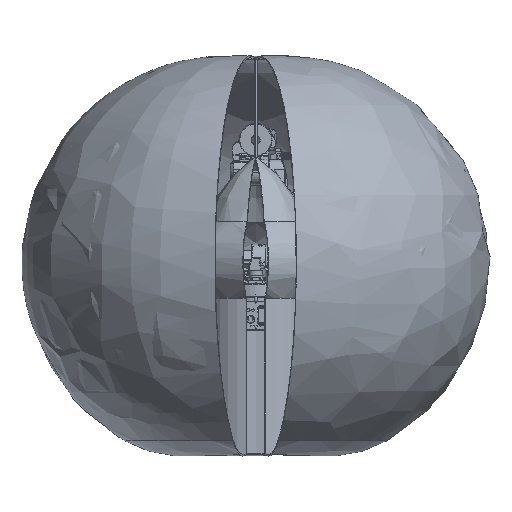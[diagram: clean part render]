
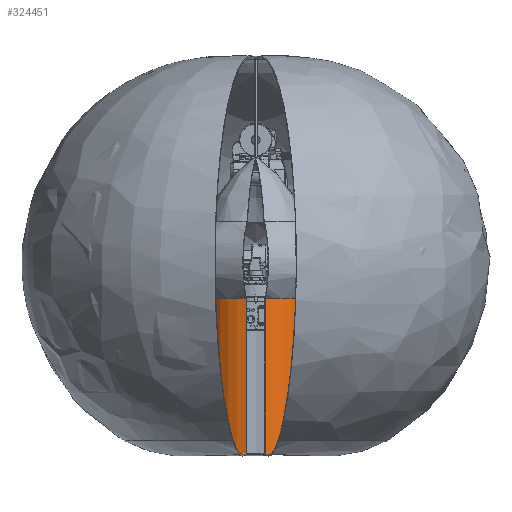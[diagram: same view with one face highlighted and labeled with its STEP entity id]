
A CAD part, left-side view. The second image highlights one B-rep face of the part: STEP entity #324451.
In plain terms, the highlighted cylindrical face has radius 350 mm (diameter 700 mm), a partial arc.
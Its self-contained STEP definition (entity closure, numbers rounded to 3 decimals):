
#7216 = CARTESIAN_POINT ( 'NONE',  ( 0., -776.912, 0. ) ) ;
#27095 = VERTEX_POINT ( 'NONE', #135329 ) ;
#45142 = DIRECTION ( 'NONE',  ( 0., 1., 0. ) ) ;
#51117 = VECTOR ( 'NONE', #45142, 1000. ) ;
#57069 = DIRECTION ( 'NONE',  ( 0., 1., 0. ) ) ;
#68592 = LINE ( 'NONE', #256453, #106422 ) ;
#83754 = DIRECTION ( 'NONE',  ( 0., -1., 0. ) ) ;
#101906 = EDGE_CURVE ( 'NONE', #107836, #250637, #337629, .T. ) ;
#106422 = VECTOR ( 'NONE', #147207, 1000. ) ;
#107836 = VERTEX_POINT ( 'NONE', #229258 ) ;
#108820 = CIRCLE ( 'NONE', #150349, 350. ) ;
#111159 = DIRECTION ( 'NONE',  ( 0., 0., -1. ) ) ;
#135329 = CARTESIAN_POINT ( 'NONE',  ( -344.683, -776.912, -60.777 ) ) ;
#135769 = FACE_OUTER_BOUND ( 'NONE', #249310, .T. ) ;
#138214 = CARTESIAN_POINT ( 'NONE',  ( 0., 205.766, 0. ) ) ;
#146170 = CARTESIAN_POINT ( 'NONE',  ( -344.683, -776.912, 60.777 ) ) ;
#147192 = AXIS2_PLACEMENT_3D ( 'NONE', #138214, #57069, #111159 ) ;
#147207 = DIRECTION ( 'NONE',  ( 0., 1., 0. ) ) ;
#150349 = AXIS2_PLACEMENT_3D ( 'NONE', #7216, #327012, #165970 ) ;
#152831 = AXIS2_PLACEMENT_3D ( 'NONE', #321241, #83754, #160233 ) ;
#157646 = EDGE_CURVE ( 'NONE', #27095, #250637, #274174, .T. ) ;
#160233 = DIRECTION ( 'NONE',  ( 0., 0., -1. ) ) ;
#165258 = CARTESIAN_POINT ( 'NONE',  ( -344.683, 205.766, -60.777 ) ) ;
#165970 = DIRECTION ( 'NONE',  ( 0., 0., -1. ) ) ;
#192311 = ORIENTED_EDGE ( 'NONE', *, *, #331447, .T. ) ;
#194856 = ORIENTED_EDGE ( 'NONE', *, *, #101906, .F. ) ;
#208621 = CARTESIAN_POINT ( 'NONE',  ( -344.683, -56.634, -60.777 ) ) ;
#229258 = CARTESIAN_POINT ( 'NONE',  ( -344.683, 205.766, 60.777 ) ) ;
#236507 = EDGE_CURVE ( 'NONE', #275897, #107836, #68592, .T. ) ;
#249310 = EDGE_LOOP ( 'NONE', ( #347452, #192311, #250623, #194856 ) ) ;
#250623 = ORIENTED_EDGE ( 'NONE', *, *, #157646, .T. ) ;
#250637 = VERTEX_POINT ( 'NONE', #165258 ) ;
#256453 = CARTESIAN_POINT ( 'NONE',  ( -344.683, -56.634, 60.777 ) ) ;
#274174 = LINE ( 'NONE', #208621, #51117 ) ;
#275897 = VERTEX_POINT ( 'NONE', #146170 ) ;
#321241 = CARTESIAN_POINT ( 'NONE',  ( 0., 0., 0. ) ) ;
#324451 = ADVANCED_FACE ( 'NONE', ( #135769 ), #341827, .T. ) ;
#327012 = DIRECTION ( 'NONE',  ( 0., 1., 0. ) ) ;
#331447 = EDGE_CURVE ( 'NONE', #275897, #27095, #108820, .T. ) ;
#337629 = CIRCLE ( 'NONE', #147192, 350. ) ;
#341827 = CYLINDRICAL_SURFACE ( 'NONE', #152831, 350. ) ;
#347452 = ORIENTED_EDGE ( 'NONE', *, *, #236507, .F. ) ;
